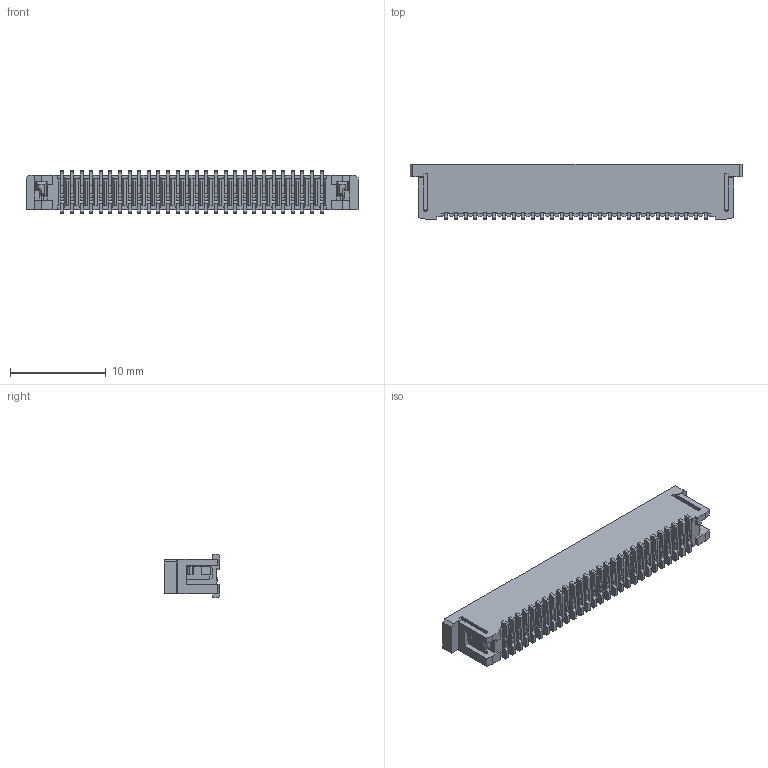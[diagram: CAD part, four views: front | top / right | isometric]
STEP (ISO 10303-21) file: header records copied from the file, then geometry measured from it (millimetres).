
FILE_DESCRIPTION((''),'2;1');
FILE_NAME('526102833','2014-03-12T',('me'),(''),'PRO/ENGINEER BY PARAMETRIC TECHNOLOGY CORPORATION, 2011490','PRO/ENGINEER BY PARAMETRIC TECHNOLOGY CORPORATION, 2011490','');
FILE_SCHEMA(('CONFIG_CONTROL_DESIGN'));
Products named in the file (1): 526102833
Bounding box: 34.6 x 5.75 x 4.5 mm (x, y, z)
Volume: 554.7 mm3; surface area: 1896.1 mm2
Topology: 1 solids, 1 shells, 2251 faces, 7131 edges, 4786 vertices
Faces by surface type: plane 2106, cylinder 145
Entity records: 77288 total; most frequent: CARTESIAN_POINT 13957, ORIENTED_EDGE 13814, DIRECTION 11921, EDGE_CURVE 6907, VECTOR 6841, LINE 6841, VERTEX_POINT 4562, AXIS2_PLACEMENT_3D 2540
